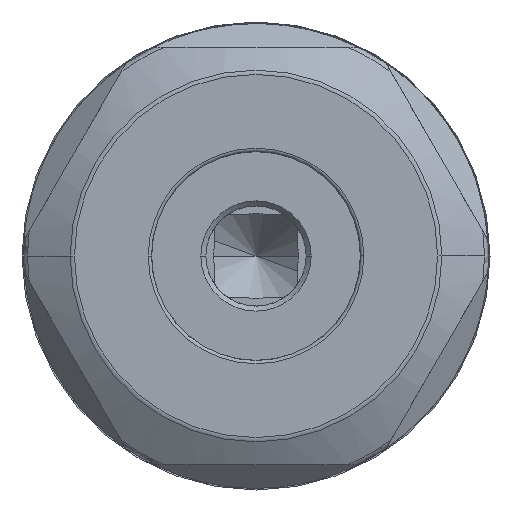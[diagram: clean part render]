
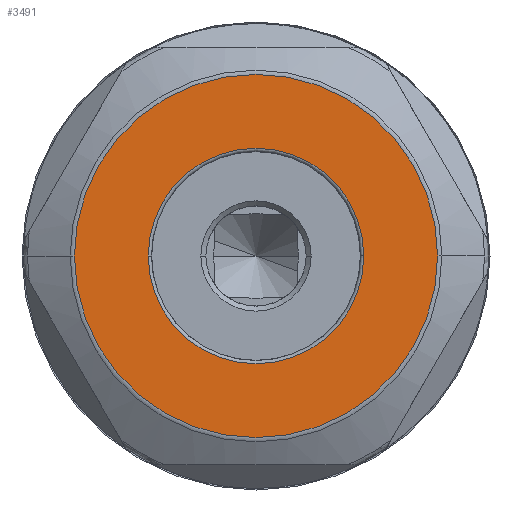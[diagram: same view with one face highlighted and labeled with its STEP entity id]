
A CAD part, front view. The second image highlights one B-rep face of the part: STEP entity #3491.
In plain terms, the highlighted planar face has unit normal (0, -1, 0).
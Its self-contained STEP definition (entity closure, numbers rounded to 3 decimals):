
#1160=CARTESIAN_POINT('',(0.,-48.307,0.));
#1161=DIRECTION('',(0.,1.,0.));
#1162=DIRECTION('',(-1.,0.,0.));
#1163=AXIS2_PLACEMENT_3D('',#1160,#1161,#1162);
#1165=CARTESIAN_POINT('',(0.,-48.307,0.));
#1166=DIRECTION('',(0.,1.,0.));
#1167=DIRECTION('',(1.,0.,0.));
#1168=AXIS2_PLACEMENT_3D('',#1165,#1166,#1167);
#1175=CARTESIAN_POINT('',(0.,-48.307,0.));
#1176=DIRECTION('',(0.,1.,0.));
#1177=DIRECTION('',(-1.,0.,0.));
#1178=AXIS2_PLACEMENT_3D('',#1175,#1176,#1177);
#1538=CARTESIAN_POINT('',(0.,-48.307,0.));
#1539=DIRECTION('',(0.,1.,0.));
#1540=DIRECTION('',(1.,0.,0.));
#1541=AXIS2_PLACEMENT_3D('',#1538,#1539,#1540);
#2034=CARTESIAN_POINT('',(-10.866,-48.307,0.));
#2035=CARTESIAN_POINT('',(10.866,-48.307,0.));
#2036=VERTEX_POINT('',#2034);
#2037=VERTEX_POINT('',#2035);
#2103=CARTESIAN_POINT('',(-6.45,-48.307,0.));
#2104=CARTESIAN_POINT('',(6.45,-48.307,0.));
#2105=VERTEX_POINT('',#2103);
#2106=VERTEX_POINT('',#2104);
#3475=CARTESIAN_POINT('',(0.,-48.307,0.));
#3476=DIRECTION('',(0.,-1.,0.));
#3477=DIRECTION('',(-1.,0.,0.));
#3478=AXIS2_PLACEMENT_3D('',#3475,#3476,#3477);
#3479=PLANE('',#3478);
#3481=ORIENTED_EDGE('',*,*,#3480,.T.);
#3483=ORIENTED_EDGE('',*,*,#3482,.T.);
#3484=EDGE_LOOP('',(#3481,#3483));
#3485=FACE_OUTER_BOUND('',#3484,.F.);
#3487=ORIENTED_EDGE('',*,*,#3486,.F.);
#3488=ORIENTED_EDGE('',*,*,#3465,.F.);
#3489=EDGE_LOOP('',(#3487,#3488));
#3490=FACE_BOUND('',#3489,.F.);
#3491=ADVANCED_FACE('',(#3485,#3490),#3479,.T.);
#1164=CIRCLE('',#1163,6.45);
#1169=CIRCLE('',#1168,6.45);
#1179=CIRCLE('',#1178,10.866);
#1542=CIRCLE('',#1541,10.866);
#3465=EDGE_CURVE('',#2106,#2105,#1169,.T.);
#3480=EDGE_CURVE('',#2036,#2037,#1179,.T.);
#3482=EDGE_CURVE('',#2037,#2036,#1542,.T.);
#3486=EDGE_CURVE('',#2105,#2106,#1164,.T.);
